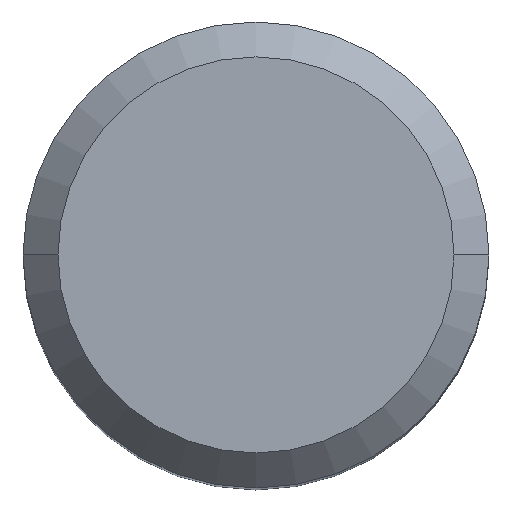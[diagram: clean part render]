
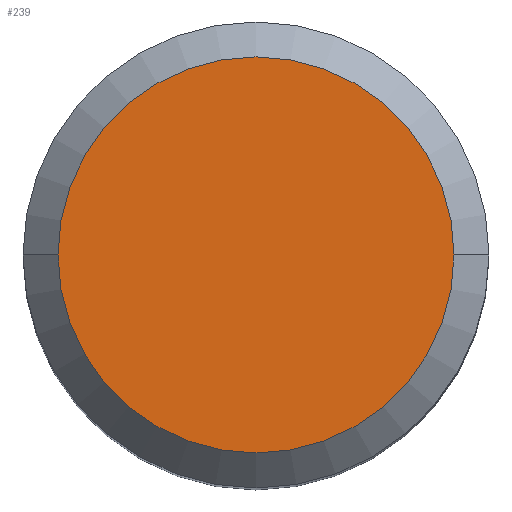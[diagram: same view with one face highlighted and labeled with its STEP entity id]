
A CAD part, top view. The second image highlights one B-rep face of the part: STEP entity #239.
In plain terms, the highlighted planar face has unit normal (0, 0, 1).
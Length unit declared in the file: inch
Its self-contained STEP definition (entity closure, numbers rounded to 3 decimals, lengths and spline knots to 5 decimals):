
#30 = CIRCLE ( 'NONE', #172, 0.3012 ) ;
#36 = DIRECTION ( 'NONE',  ( 0., 0., -1. ) ) ;
#103 = FACE_OUTER_BOUND ( 'NONE', #171, .T. ) ;
#106 = CIRCLE ( 'NONE', #469, 0.3012 ) ;
#108 = PLANE ( 'NONE',  #393 ) ;
#139 = DIRECTION ( 'NONE',  ( 0., 0., 1. ) ) ;
#144 = DIRECTION ( 'NONE',  ( 0., 0., 1. ) ) ;
#171 = EDGE_LOOP ( 'NONE', ( #471, #390 ) ) ;
#172 = AXIS2_PLACEMENT_3D ( 'NONE', #382, #144, #425 ) ;
#227 = EDGE_CURVE ( 'NONE', #448, #306, #106, .T. ) ;
#239 = ADVANCED_FACE ( 'NONE', ( #103 ), #108, .F. ) ;
#248 = CARTESIAN_POINT ( 'NONE',  ( 0., 0., 0. ) ) ;
#263 = EDGE_CURVE ( 'NONE', #306, #448, #30, .T. ) ;
#288 = DIRECTION ( 'NONE',  ( 1., 0., 0. ) ) ;
#295 = CARTESIAN_POINT ( 'NONE',  ( 0.3012, 0., 0. ) ) ;
#306 = VERTEX_POINT ( 'NONE', #336 ) ;
#336 = CARTESIAN_POINT ( 'NONE',  ( -0.3012, 0., 0. ) ) ;
#367 = CARTESIAN_POINT ( 'NONE',  ( 0., 0., 0. ) ) ;
#382 = CARTESIAN_POINT ( 'NONE',  ( 0., 0., 0. ) ) ;
#390 = ORIENTED_EDGE ( 'NONE', *, *, #227, .T. ) ;
#393 = AXIS2_PLACEMENT_3D ( 'NONE', #248, #36, #414 ) ;
#414 = DIRECTION ( 'NONE',  ( -1., 0., 0. ) ) ;
#425 = DIRECTION ( 'NONE',  ( 1., 0., 0. ) ) ;
#448 = VERTEX_POINT ( 'NONE', #295 ) ;
#469 = AXIS2_PLACEMENT_3D ( 'NONE', #367, #139, #288 ) ;
#471 = ORIENTED_EDGE ( 'NONE', *, *, #263, .T. ) ;
